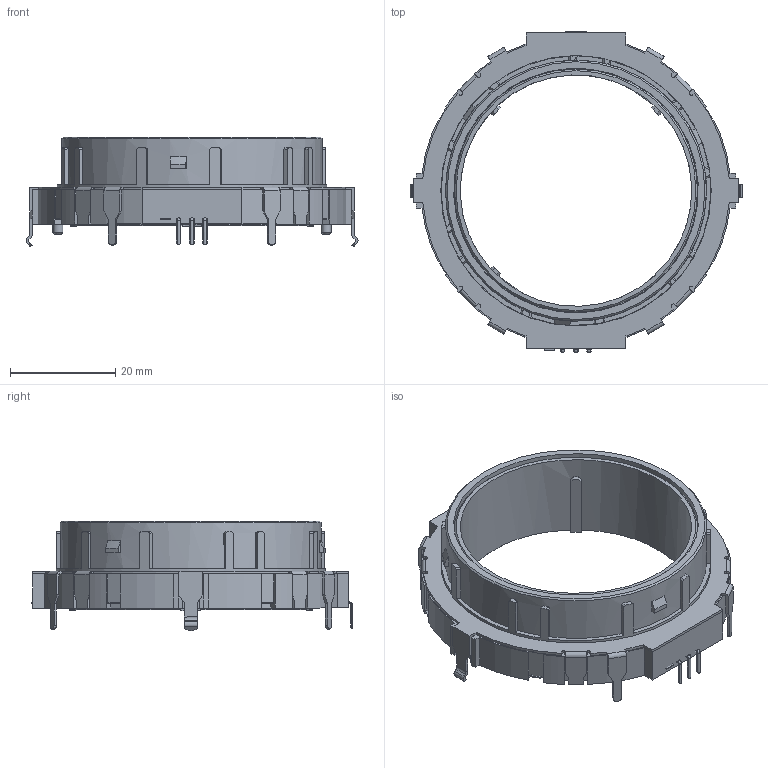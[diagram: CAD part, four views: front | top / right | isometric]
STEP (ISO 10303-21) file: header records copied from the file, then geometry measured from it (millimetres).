
FILE_DESCRIPTION(/* description */ (''),/* implementation_level */ '2;1');
FILE_NAME(/* name */ 'PER601-P117-N0015.stp',/* time_stamp */ '2020-01-13T12:08:55+08:00',/* author */ ('jia'),/* organization */ (''),/* preprocessor_version */ 'ST-DEVELOPER v15.2',/* originating_system */ 'Autodesk Inventor 2014',/* authorisation */ '');
FILE_SCHEMA (('AUTOMOTIVE_DESIGN { 1 0 10303 214 3 1 1 }'));
Length unit declared in the file: millimetre
Products named in the file (1): 重轉矩組合-改板彈片結構 \X2\56FA
-20200113_Shrinkwrap_1
Bounding box: 63.1 x 61.06 x 20.84 mm (x, y, z)
Surface area: 14352.7 mm2 (no closed solid volume)
Topology: 0 solids, 8 shells, 396 faces, 1779 edges, 1382 vertices
Faces by surface type: plane 308, cylinder 78, bspline 6, cone 4
Full cylindrical faces by diameter (mm): 1.9 x2, 44 x1, 46.3 x1, 46.5 x1, 49.6 x1, 51.2 x1
Entity records: 18674 total; most frequent: CARTESIAN_POINT 3626, DIRECTION 3094, ORIENTED_EDGE 2787, EDGE_CURVE 1764, VERTEX_POINT 1378, LINE 1204, VECTOR 1204, AXIS2_PLACEMENT_3D 945
